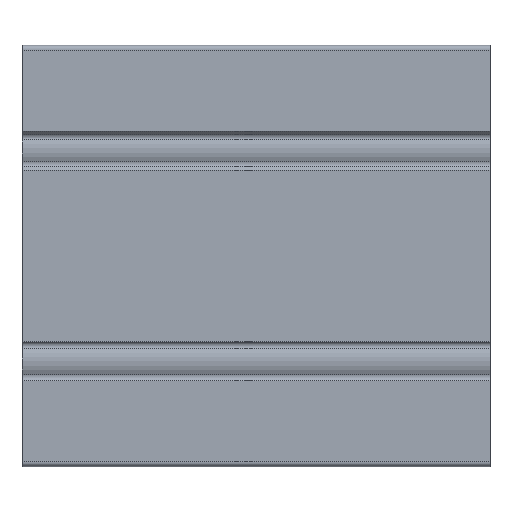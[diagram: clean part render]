
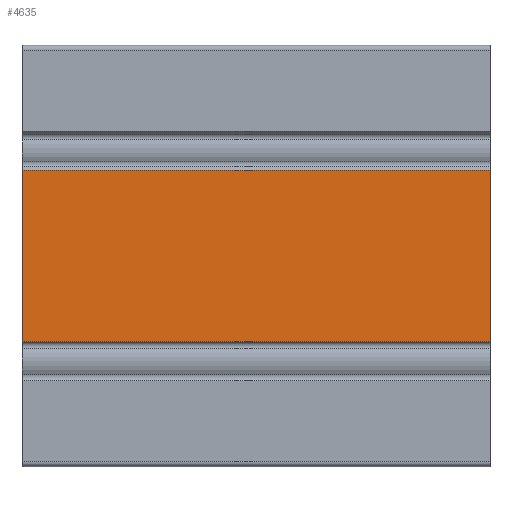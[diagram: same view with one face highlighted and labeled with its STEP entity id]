
A CAD part, front view. The second image highlights one B-rep face of the part: STEP entity #4635.
In plain terms, the highlighted planar face has unit normal (0, -1, 0).
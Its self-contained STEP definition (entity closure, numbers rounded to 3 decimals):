
#1555 = ORIENTED_EDGE ( 'NONE', *, *, #1852, .T. ) ;
#1643 = ORIENTED_EDGE ( 'NONE', *, *, #1853, .F. ) ;
#1668 = ORIENTED_EDGE ( 'NONE', *, *, #1854, .F. ) ;
#1669 = ORIENTED_EDGE ( 'NONE', *, *, #1850, .T. ) ;
#1850 = EDGE_CURVE ( 'NONE', #6286, #6173, #3928, .T. ) ;
#1852 = EDGE_CURVE ( 'NONE', #6173, #6288, #3934, .T. ) ;
#1853 = EDGE_CURVE ( 'NONE', #6424, #6288, #3937, .T. ) ;
#1854 = EDGE_CURVE ( 'NONE', #6286, #6424, #3920, .T. ) ;
#3471 = CARTESIAN_POINT ( 'NONE',  ( 100., -22.5, 40.85 ) ) ;
#3479 = FACE_OUTER_BOUND ( 'NONE', #5464, .T. ) ;
#3480 = PLANE ( 'NONE',  #7153 ) ;
#3482 = DIRECTION ( 'NONE',  ( 0., 1., 0. ) ) ;
#3483 = DIRECTION ( 'NONE',  ( 0., 0., 1. ) ) ;
#3920 = LINE ( 'NONE', #3941, #6990 ) ;
#3928 = LINE ( 'NONE', #3930, #7008 ) ;
#3930 = CARTESIAN_POINT ( 'NONE',  ( 100., -22.5, 40.85 ) ) ;
#3931 = DIRECTION ( 'NONE',  ( -1., 0., 0. ) ) ;
#3934 = LINE ( 'NONE', #3935, #7056 ) ;
#3935 = CARTESIAN_POINT ( 'NONE',  ( 0., -22.5, 40.85 ) ) ;
#3936 = DIRECTION ( 'NONE',  ( 0., 0., -1. ) ) ;
#3937 = LINE ( 'NONE', #3939, #7017 ) ;
#3939 = CARTESIAN_POINT ( 'NONE',  ( 100., -22.5, 4.15 ) ) ;
#3940 = DIRECTION ( 'NONE',  ( -1., 0., 0. ) ) ;
#3941 = CARTESIAN_POINT ( 'NONE',  ( 100., -22.5, 40.85 ) ) ;
#3942 = DIRECTION ( 'NONE',  ( 0., 0., -1. ) ) ;
#4635 = ADVANCED_FACE ( 'NONE', ( #3479 ), #3480, .F. ) ;
#4741 = CARTESIAN_POINT ( 'NONE',  ( 0., -22.5, 40.85 ) ) ;
#4800 = CARTESIAN_POINT ( 'NONE',  ( 100., -22.5, 40.85 ) ) ;
#4809 = CARTESIAN_POINT ( 'NONE',  ( 0., -22.5, 4.15 ) ) ;
#4945 = CARTESIAN_POINT ( 'NONE',  ( 100., -22.5, 4.15 ) ) ;
#5464 = EDGE_LOOP ( 'NONE', ( #1555, #1643, #1668, #1669 ) ) ;
#6173 = VERTEX_POINT ( 'NONE', #4741 ) ;
#6286 = VERTEX_POINT ( 'NONE', #4800 ) ;
#6288 = VERTEX_POINT ( 'NONE', #4809 ) ;
#6424 = VERTEX_POINT ( 'NONE', #4945 ) ;
#6990 = VECTOR ( 'NONE', #3942, 1000. ) ;
#7008 = VECTOR ( 'NONE', #3931, 1000. ) ;
#7017 = VECTOR ( 'NONE', #3940, 1000. ) ;
#7056 = VECTOR ( 'NONE', #3936, 1000. ) ;
#7153 = AXIS2_PLACEMENT_3D ( 'NONE', #3471, #3482, #3483 ) ;
